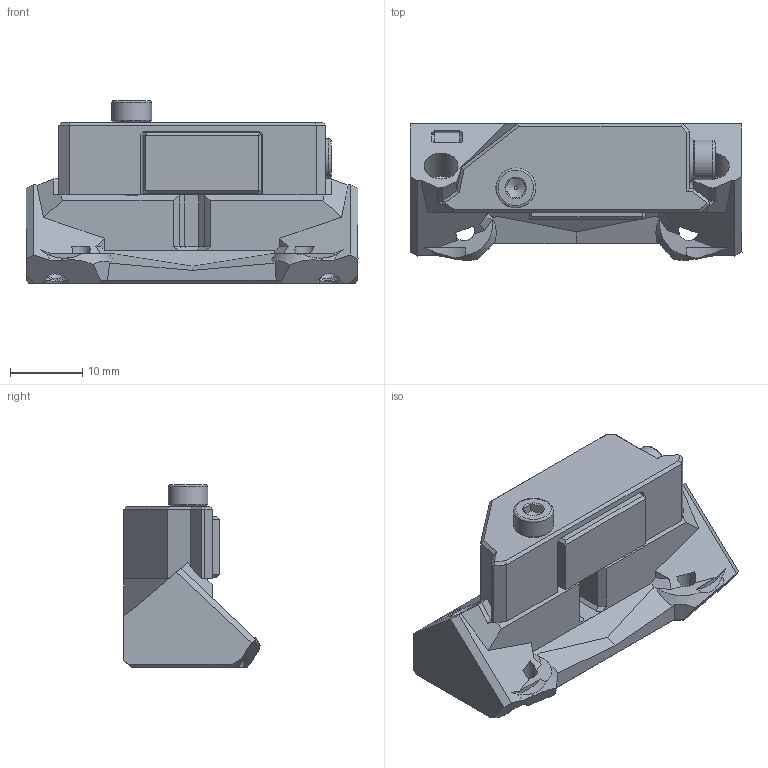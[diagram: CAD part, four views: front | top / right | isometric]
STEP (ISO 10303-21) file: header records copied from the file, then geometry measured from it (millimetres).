
FILE_DESCRIPTION(('FreeCAD Model'),'2;1');
FILE_NAME('Open CASCADE Shape Model','2024-04-23T16:39:47',(''),(''), 'Open CASCADE STEP processor 7.6','FreeCAD','Unknown');
FILE_SCHEMA(('AUTOMOTIVE_DESIGN { 1 0 10303 214 1 1 1 1 }'));
Length unit declared in the file: millimetre
Products named in the file (9): tap_z_adjuster; tap_upper_D2HW; z_adjuster_housing; z_adjuster_shuttle; z_adjuster_ramp; hardware; M3x4-Insert; M3x20-Screw; M3x12-Screw
Assembly tree (8 placements, depth 3):
  tap_z_adjuster
    tap_upper_D2HW
    z_adjuster_housing
    z_adjuster_shuttle
    z_adjuster_ramp
    hardware
      M3x4-Insert
      M3x20-Screw
      M3x12-Screw
Bounding box: 45.8 x 18.79 x 25.2 mm (x, y, z)
Volume: 9736 mm3; surface area: 7114.7 mm2
Topology: 7 solids, 7 shells, 288 faces, 719 edges, 454 vertices
Faces by surface type: plane 198, cylinder 39, cone 33, bspline 14, revolution 4
Full cylindrical faces by diameter (mm): 2.46 x1, 2.7 x2, 3 x7, 3.2 x1, 3.5 x1, 4.064 x1, 4.31 x2, 4.7 x6, 5 x2, 5.5 x3
Entity records: 9844 total; most frequent: CARTESIAN_POINT 2743, ORIENTED_EDGE 1438, DIRECTION 1399, EDGE_CURVE 719, LINE 491, VECTOR 491, VERTEX_POINT 454, AXIS2_PLACEMENT_3D 452
